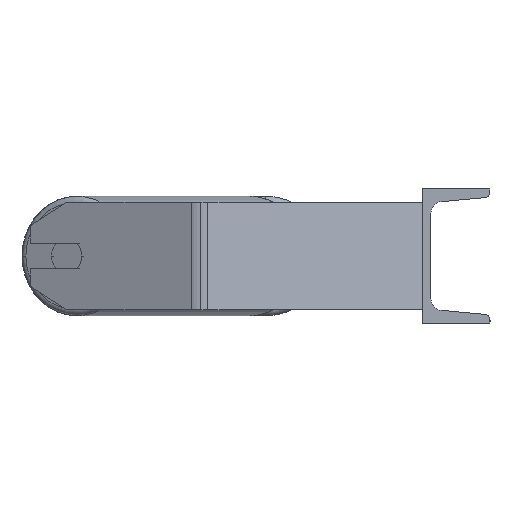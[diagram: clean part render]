
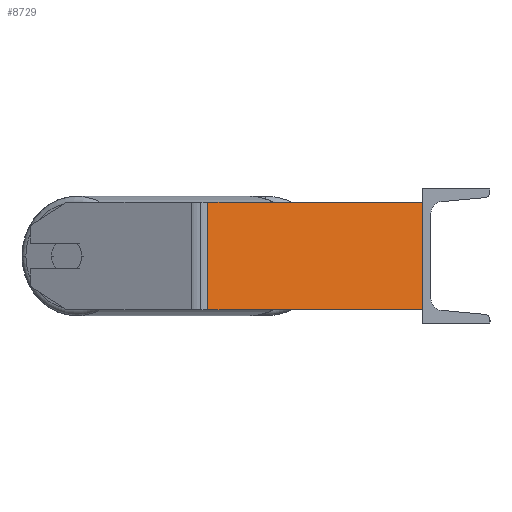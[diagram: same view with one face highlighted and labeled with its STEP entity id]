
A CAD part, left-side view. The second image highlights one B-rep face of the part: STEP entity #8729.
In plain terms, the highlighted planar face has unit normal (-0.94, -0.342, 0).
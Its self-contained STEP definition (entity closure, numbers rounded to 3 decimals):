
#203 = EDGE_CURVE ( 'NONE', #9135, #8216, #7535, .T. ) ;
#656 = DIRECTION ( 'NONE',  ( 0., 0., -1. ) ) ;
#885 = CARTESIAN_POINT ( 'NONE',  ( -543.241, 160.016, 40. ) ) ;
#986 = DIRECTION ( 'NONE',  ( 0., 0., -1. ) ) ;
#991 = ORIENTED_EDGE ( 'NONE', *, *, #203, .T. ) ;
#1766 = CARTESIAN_POINT ( 'NONE',  ( -545.508, 166.243, 40. ) ) ;
#1918 = ORIENTED_EDGE ( 'NONE', *, *, #5312, .T. ) ;
#2054 = VERTEX_POINT ( 'NONE', #7862 ) ;
#2266 = DIRECTION ( 'NONE',  ( 0.94, 0.342, 0. ) ) ;
#2305 = VERTEX_POINT ( 'NONE', #5333 ) ;
#2338 = LINE ( 'NONE', #885, #4049 ) ;
#2396 = DIRECTION ( 'NONE',  ( 0.342, -0.94, 0. ) ) ;
#2443 = FACE_OUTER_BOUND ( 'NONE', #5786, .T. ) ;
#2891 = EDGE_CURVE ( 'NONE', #2054, #2305, #8068, .T. ) ;
#2957 = CARTESIAN_POINT ( 'NONE',  ( -543.241, 160.016, -40. ) ) ;
#3003 = EDGE_CURVE ( 'NONE', #2305, #8216, #6175, .T. ) ;
#3531 = AXIS2_PLACEMENT_3D ( 'NONE', #6510, #2266, #5283 ) ;
#3615 = ORIENTED_EDGE ( 'NONE', *, *, #3003, .F. ) ;
#4049 = VECTOR ( 'NONE', #986, 1000. ) ;
#4779 = VECTOR ( 'NONE', #656, 1000. ) ;
#5184 = PLANE ( 'NONE',  #3531 ) ;
#5283 = DIRECTION ( 'NONE',  ( -0.342, 0.94, 0. ) ) ;
#5312 = EDGE_CURVE ( 'NONE', #2054, #9135, #2338, .T. ) ;
#5333 = CARTESIAN_POINT ( 'NONE',  ( -485., 0., 40. ) ) ;
#5786 = EDGE_LOOP ( 'NONE', ( #991, #3615, #6493, #1918 ) ) ;
#6175 = LINE ( 'NONE', #8950, #4779 ) ;
#6288 = CARTESIAN_POINT ( 'NONE',  ( -485., 0., -40. ) ) ;
#6493 = ORIENTED_EDGE ( 'NONE', *, *, #2891, .F. ) ;
#6510 = CARTESIAN_POINT ( 'NONE',  ( -545.508, 166.243, 40. ) ) ;
#7535 = LINE ( 'NONE', #8404, #8535 ) ;
#7862 = CARTESIAN_POINT ( 'NONE',  ( -543.241, 160.016, 40. ) ) ;
#8068 = LINE ( 'NONE', #1766, #8574 ) ;
#8216 = VERTEX_POINT ( 'NONE', #6288 ) ;
#8324 = DIRECTION ( 'NONE',  ( 0.342, -0.94, 0. ) ) ;
#8404 = CARTESIAN_POINT ( 'NONE',  ( -545.508, 166.243, -40. ) ) ;
#8535 = VECTOR ( 'NONE', #8324, 1000. ) ;
#8574 = VECTOR ( 'NONE', #2396, 1000. ) ;
#8729 = ADVANCED_FACE ( 'NONE', ( #2443 ), #5184, .F. ) ;
#8950 = CARTESIAN_POINT ( 'NONE',  ( -485., 0., 40. ) ) ;
#9135 = VERTEX_POINT ( 'NONE', #2957 ) ;
